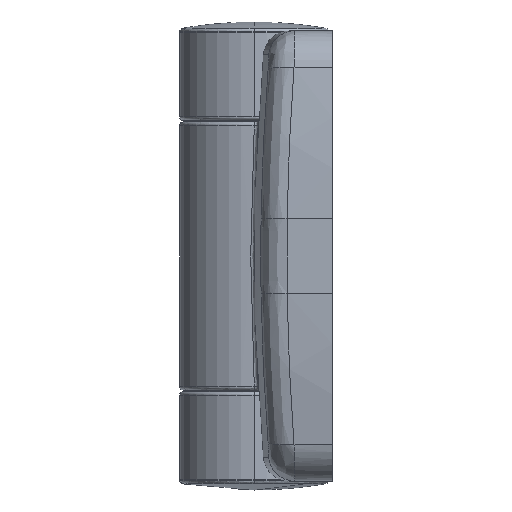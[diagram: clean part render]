
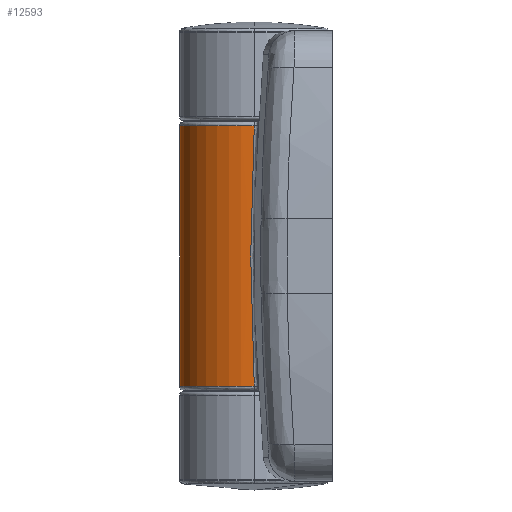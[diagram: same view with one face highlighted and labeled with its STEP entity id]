
A CAD part, left-side view. The second image highlights one B-rep face of the part: STEP entity #12593.
In plain terms, the highlighted cylindrical face has radius 10 mm (diameter 20 mm), a partial arc.
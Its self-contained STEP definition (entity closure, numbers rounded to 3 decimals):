
#317 = DIRECTION ( 'NONE',  ( 0., 0., 1. ) ) ;
#512 = VERTEX_POINT ( 'NONE', #17007 ) ;
#539 = CARTESIAN_POINT ( 'NONE',  ( -10., 0.307, 11.349 ) ) ;
#1009 = EDGE_CURVE ( 'NONE', #38744, #1275, #21531, .T. ) ;
#1092 = CARTESIAN_POINT ( 'NONE',  ( -10., 0., -17.5 ) ) ;
#1275 = VERTEX_POINT ( 'NONE', #18891 ) ;
#2390 = ORIENTED_EDGE ( 'NONE', *, *, #38746, .T. ) ;
#3414 = DIRECTION ( 'NONE',  ( 0., 0., 1. ) ) ;
#3564 = ORIENTED_EDGE ( 'NONE', *, *, #41951, .T. ) ;
#5012 = CARTESIAN_POINT ( 'NONE',  ( -10., -0.026, -17.5 ) ) ;
#5925 = FACE_OUTER_BOUND ( 'NONE', #23512, .T. ) ;
#7175 = CARTESIAN_POINT ( 'NONE',  ( -9.979, 0.613, 0. ) ) ;
#7295 = DIRECTION ( 'NONE',  ( 0., -1., 0. ) ) ;
#7643 = VERTEX_POINT ( 'NONE', #15386 ) ;
#8903 = CARTESIAN_POINT ( 'NONE',  ( -10., -0.026, 17.5 ) ) ;
#9191 = VECTOR ( 'NONE', #35052, 1000. ) ;
#10088 = CARTESIAN_POINT ( 'NONE',  ( -10., 0., 17.5 ) ) ;
#11014 = B_SPLINE_CURVE_WITH_KNOTS ( 'NONE', 3,
 ( #5012, #11650, #36047, #32787 ),
 .UNSPECIFIED., .F., .F.,
 ( 4, 4 ),
 ( 0., 1. ),
 .UNSPECIFIED. ) ;
#11650 = CARTESIAN_POINT ( 'NONE',  ( -10., -0.017, -17.341 ) ) ;
#12180 = AXIS2_PLACEMENT_3D ( 'NONE', #21323, #317, #28852 ) ;
#12593 = ADVANCED_FACE ( 'NONE', ( #5925 ), #17995, .T. ) ;
#13576 = LINE ( 'NONE', #20057, #9191 ) ;
#14215 = CARTESIAN_POINT ( 'NONE',  ( -10., 0., -17.023 ) ) ;
#14597 = ORIENTED_EDGE ( 'NONE', *, *, #45519, .T. ) ;
#14825 = EDGE_CURVE ( 'NONE', #32766, #22749, #40945, .T. ) ;
#15050 = CARTESIAN_POINT ( 'NONE',  ( -10., 0., 17.023 ) ) ;
#15386 = CARTESIAN_POINT ( 'NONE',  ( -10., -0.026, -17.5 ) ) ;
#16112 = AXIS2_PLACEMENT_3D ( 'NONE', #37817, #19997, #44571 ) ;
#16686 = CARTESIAN_POINT ( 'NONE',  ( 0., 0., -17.5 ) ) ;
#17007 = CARTESIAN_POINT ( 'NONE',  ( -10., 0., -17.023 ) ) ;
#17763 = AXIS2_PLACEMENT_3D ( 'NONE', #16686, #31056, #44910 ) ;
#17995 = CYLINDRICAL_SURFACE ( 'NONE', #24024, 10. ) ;
#18891 = CARTESIAN_POINT ( 'NONE',  ( 0., -10., 17.5 ) ) ;
#19328 = DIRECTION ( 'NONE',  ( 0., -1., 0. ) ) ;
#19755 = DIRECTION ( 'NONE',  ( 0., -1., 0. ) ) ;
#19997 = DIRECTION ( 'NONE',  ( 0., 0., -1. ) ) ;
#20057 = CARTESIAN_POINT ( 'NONE',  ( 0., -10., -30. ) ) ;
#21323 = CARTESIAN_POINT ( 'NONE',  ( 0., 0., -17.5 ) ) ;
#21531 = CIRCLE ( 'NONE', #16112, 10. ) ;
#22304 = EDGE_CURVE ( 'NONE', #42915, #38744, #25096, .T. ) ;
#22440 = EDGE_CURVE ( 'NONE', #1275, #32766, #13576, .T. ) ;
#22606 = CARTESIAN_POINT ( 'NONE',  ( -10., -0.009, 17.182 ) ) ;
#22749 = VERTEX_POINT ( 'NONE', #37469 ) ;
#23512 = EDGE_LOOP ( 'NONE', ( #3564, #35369, #24216, #40115, #32285, #14597, #35416, #23553, #2390 ) ) ;
#23553 = ORIENTED_EDGE ( 'NONE', *, *, #40429, .T. ) ;
#23833 = EDGE_CURVE ( 'NONE', #30129, #7643, #45304, .T. ) ;
#24024 = AXIS2_PLACEMENT_3D ( 'NONE', #36993, #43750, #19328 ) ;
#24126 = B_SPLINE_CURVE_WITH_KNOTS ( 'NONE', 3,
 ( #33075, #22606, #33833, #37822 ),
 .UNSPECIFIED., .F., .F.,
 ( 4, 4 ),
 ( 0., 1. ),
 .UNSPECIFIED. ) ;
#24216 = ORIENTED_EDGE ( 'NONE', *, *, #1009, .T. ) ;
#25045 = CARTESIAN_POINT ( 'NONE',  ( 0., 0., -17.5 ) ) ;
#25074 = CARTESIAN_POINT ( 'NONE',  ( -10., 0.307, -11.349 ) ) ;
#25096 = CIRCLE ( 'NONE', #38607, 10. ) ;
#26076 = AXIS2_PLACEMENT_3D ( 'NONE', #25045, #3414, #7295 ) ;
#26654 = VERTEX_POINT ( 'NONE', #15050 ) ;
#27117 = CARTESIAN_POINT ( 'NONE',  ( 0., 0., 17.5 ) ) ;
#28852 = DIRECTION ( 'NONE',  ( 0., -1., 0. ) ) ;
#30129 = VERTEX_POINT ( 'NONE', #1092 ) ;
#31056 = DIRECTION ( 'NONE',  ( 0., 0., 1. ) ) ;
#32285 = ORIENTED_EDGE ( 'NONE', *, *, #14825, .T. ) ;
#32766 = VERTEX_POINT ( 'NONE', #43581 ) ;
#32787 = CARTESIAN_POINT ( 'NONE',  ( -10., 0., -17.023 ) ) ;
#33075 = CARTESIAN_POINT ( 'NONE',  ( -10., 0., 17.023 ) ) ;
#33833 = CARTESIAN_POINT ( 'NONE',  ( -10., -0.017, 17.341 ) ) ;
#34185 = DIRECTION ( 'NONE',  ( 0., 0., -1. ) ) ;
#35052 = DIRECTION ( 'NONE',  ( 0., 0., -1. ) ) ;
#35241 = CIRCLE ( 'NONE', #12180, 10. ) ;
#35369 = ORIENTED_EDGE ( 'NONE', *, *, #22304, .T. ) ;
#35416 = ORIENTED_EDGE ( 'NONE', *, *, #23833, .T. ) ;
#36047 = CARTESIAN_POINT ( 'NONE',  ( -10., -0.009, -17.182 ) ) ;
#36062 = B_SPLINE_CURVE_WITH_KNOTS ( 'NONE', 3,
 ( #14215, #25074, #7175, #539, #42619 ),
 .UNSPECIFIED., .F., .F.,
 ( 4, 1, 4 ),
 ( 0., 0.5, 1. ),
 .UNSPECIFIED. ) ;
#36993 = CARTESIAN_POINT ( 'NONE',  ( 0., 0., -30. ) ) ;
#37469 = CARTESIAN_POINT ( 'NONE',  ( 10., 0., -17.5 ) ) ;
#37817 = CARTESIAN_POINT ( 'NONE',  ( 0., 0., 17.5 ) ) ;
#37822 = CARTESIAN_POINT ( 'NONE',  ( -10., -0.026, 17.5 ) ) ;
#38607 = AXIS2_PLACEMENT_3D ( 'NONE', #27117, #34185, #19755 ) ;
#38744 = VERTEX_POINT ( 'NONE', #10088 ) ;
#38746 = EDGE_CURVE ( 'NONE', #512, #26654, #36062, .T. ) ;
#40115 = ORIENTED_EDGE ( 'NONE', *, *, #22440, .T. ) ;
#40429 = EDGE_CURVE ( 'NONE', #7643, #512, #11014, .T. ) ;
#40945 = CIRCLE ( 'NONE', #26076, 10. ) ;
#41951 = EDGE_CURVE ( 'NONE', #26654, #42915, #24126, .T. ) ;
#42619 = CARTESIAN_POINT ( 'NONE',  ( -10., 0., 17.023 ) ) ;
#42915 = VERTEX_POINT ( 'NONE', #8903 ) ;
#43581 = CARTESIAN_POINT ( 'NONE',  ( 0., -10., -17.5 ) ) ;
#43750 = DIRECTION ( 'NONE',  ( 0., 0., 1. ) ) ;
#44571 = DIRECTION ( 'NONE',  ( 0., -1., 0. ) ) ;
#44910 = DIRECTION ( 'NONE',  ( 0., -1., 0. ) ) ;
#45304 = CIRCLE ( 'NONE', #17763, 10. ) ;
#45519 = EDGE_CURVE ( 'NONE', #22749, #30129, #35241, .T. ) ;
